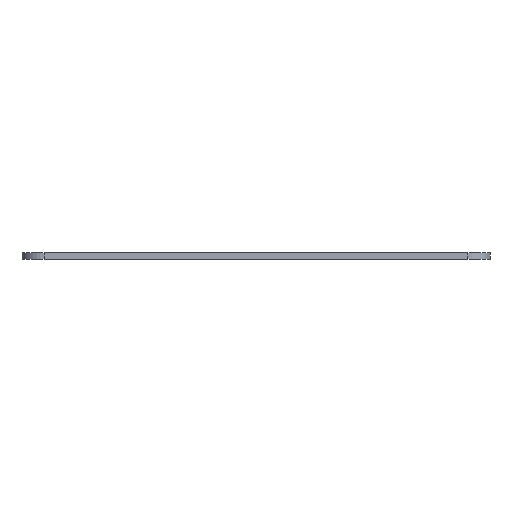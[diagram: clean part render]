
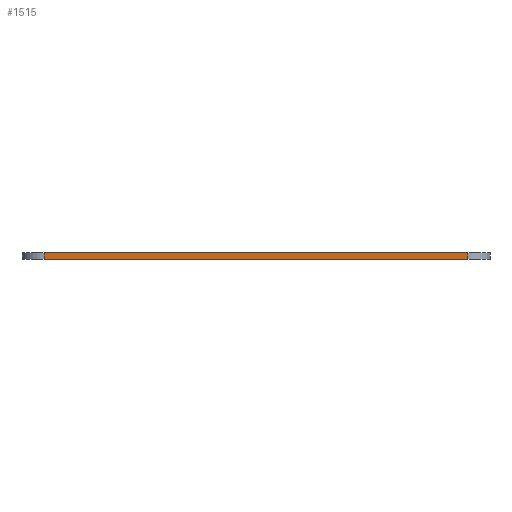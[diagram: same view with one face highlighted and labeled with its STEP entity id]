
A CAD part, front view. The second image highlights one B-rep face of the part: STEP entity #1515.
In plain terms, the highlighted planar face has unit normal (0, -1, 0).
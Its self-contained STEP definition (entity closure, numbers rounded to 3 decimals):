
#205=FACE_OUTER_BOUND('',#291,.T.);
#291=EDGE_LOOP('',(#1319,#1320,#1321,#1322));
#331=LINE('',#2155,#483);
#336=LINE('',#2167,#488);
#374=LINE('',#2310,#526);
#455=LINE('',#2528,#607);
#483=VECTOR('',#1717,10.);
#488=VECTOR('',#1728,10.);
#526=VECTOR('',#1844,10.);
#607=VECTOR('',#2091,10.);
#628=VERTEX_POINT('',#2152);
#629=VERTEX_POINT('',#2154);
#633=VERTEX_POINT('',#2166);
#699=VERTEX_POINT('',#2308);
#780=EDGE_CURVE('',#628,#629,#331,.T.);
#786=EDGE_CURVE('',#633,#629,#336,.T.);
#858=EDGE_CURVE('',#633,#699,#374,.T.);
#967=EDGE_CURVE('',#699,#628,#455,.T.);
#1319=ORIENTED_EDGE('',*,*,#780,.F.);
#1320=ORIENTED_EDGE('',*,*,#967,.F.);
#1321=ORIENTED_EDGE('',*,*,#858,.F.);
#1322=ORIENTED_EDGE('',*,*,#786,.T.);
#1441=PLANE('',#1667);
#1515=ADVANCED_FACE('',(#205),#1441,.T.);
#1667=AXIS2_PLACEMENT_3D('',#2527,#2089,#2090);
#1717=DIRECTION('',(0.,0.,-1.));
#1728=DIRECTION('',(1.,0.,0.));
#1844=DIRECTION('',(0.,0.,1.));
#2089=DIRECTION('center_axis',(0.,-1.,0.));
#2090=DIRECTION('ref_axis',(1.,0.,0.));
#2091=DIRECTION('',(1.,0.,0.));
#2152=CARTESIAN_POINT('',(64.51,-48.69,1.5));
#2154=CARTESIAN_POINT('',(64.51,-48.69,0.));
#2155=CARTESIAN_POINT('',(64.51,-48.69,0.));
#2166=CARTESIAN_POINT('',(-30.49,-48.69,0.));
#2167=CARTESIAN_POINT('',(-35.49,-48.69,0.));
#2308=CARTESIAN_POINT('',(-30.49,-48.69,1.5));
#2310=CARTESIAN_POINT('',(-30.49,-48.69,0.));
#2527=CARTESIAN_POINT('Origin',(-35.49,-48.69,0.));
#2528=CARTESIAN_POINT('',(-35.49,-48.69,1.5));
